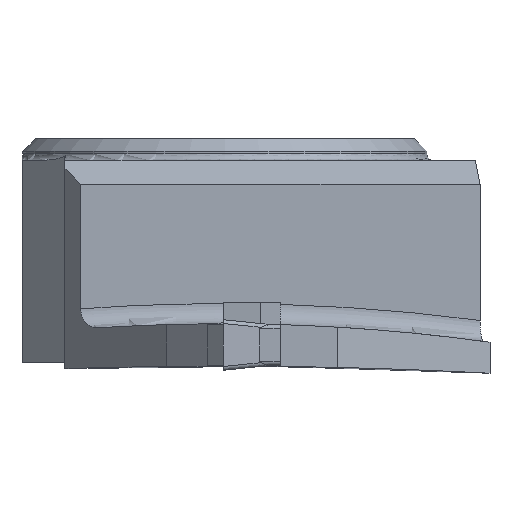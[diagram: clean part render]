
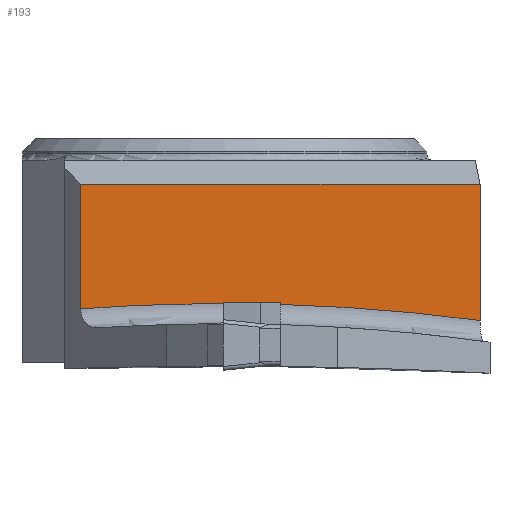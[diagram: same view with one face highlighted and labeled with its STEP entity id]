
A CAD part, left-side view. The second image highlights one B-rep face of the part: STEP entity #193.
In plain terms, the highlighted planar face has unit normal (-1, 0, 0).
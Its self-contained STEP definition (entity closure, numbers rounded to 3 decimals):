
#140=PLANE('',#1434);
#193=ADVANCED_FACE('CL_L_SU3',(#270),#140,.F.);
#270=FACE_OUTER_BOUND('',#335,.T.);
#335=EDGE_LOOP('',(#738,#739,#740,#741,#742,#743,#744,#745));
#406=LINE('',#1951,#521);
#418=LINE('',#2073,#533);
#419=LINE('',#2075,#534);
#420=LINE('',#2079,#535);
#421=LINE('',#2081,#536);
#422=LINE('',#2083,#537);
#521=VECTOR('',#1564,1.);
#533=VECTOR('',#1628,1.);
#534=VECTOR('',#1629,1.);
#535=VECTOR('',#1632,1.);
#536=VECTOR('',#1633,1.);
#537=VECTOR('',#1634,1.);
#634=CIRCLE('',#1432,155.275);
#635=CIRCLE('',#1433,155.275);
#738=ORIENTED_EDGE('',*,*,#1164,.T.);
#739=ORIENTED_EDGE('',*,*,#1200,.T.);
#740=ORIENTED_EDGE('',*,*,#1201,.F.);
#741=ORIENTED_EDGE('',*,*,#1202,.T.);
#742=ORIENTED_EDGE('',*,*,#1203,.F.);
#743=ORIENTED_EDGE('',*,*,#1204,.T.);
#744=ORIENTED_EDGE('',*,*,#1205,.F.);
#745=ORIENTED_EDGE('',*,*,#1206,.T.);
#1037=VERTEX_POINT('',#1950);
#1038=VERTEX_POINT('',#1952);
#1063=VERTEX_POINT('',#2074);
#1064=VERTEX_POINT('',#2076);
#1065=VERTEX_POINT('',#2078);
#1066=VERTEX_POINT('',#2080);
#1067=VERTEX_POINT('',#2082);
#1068=VERTEX_POINT('',#2084);
#1164=EDGE_CURVE('',#1038,#1037,#406,.T.);
#1200=EDGE_CURVE('',#1037,#1063,#418,.T.);
#1201=EDGE_CURVE('',#1064,#1063,#419,.T.);
#1202=EDGE_CURVE('',#1064,#1065,#634,.T.);
#1203=EDGE_CURVE('',#1066,#1065,#420,.T.);
#1204=EDGE_CURVE('',#1066,#1067,#421,.T.);
#1205=EDGE_CURVE('',#1068,#1067,#422,.T.);
#1206=EDGE_CURVE('',#1068,#1038,#635,.T.);
#1432=AXIS2_PLACEMENT_3D('',#2077,#1630,#1631);
#1433=AXIS2_PLACEMENT_3D('',#2085,#1635,#1636);
#1434=AXIS2_PLACEMENT_3D('',#2086,#1637,#1638);
#1564=DIRECTION('',(0.,0.,1.));
#1628=DIRECTION('',(0.,1.,0.));
#1629=DIRECTION('',(0.,0.,1.));
#1630=DIRECTION('',(1.,0.,0.));
#1631=DIRECTION('',(0.,-1.,0.));
#1632=DIRECTION('',(0.,0.,-1.));
#1633=DIRECTION('',(0.,-1.,0.));
#1634=DIRECTION('',(0.,0.,1.));
#1635=DIRECTION('',(1.,0.,0.));
#1636=DIRECTION('',(0.,-1.,0.));
#1637=DIRECTION('',(1.,0.,0.));
#1638=DIRECTION('',(0.,-1.,0.));
#1950=CARTESIAN_POINT('',(-21.5,-20.22,-3.282));
#1951=CARTESIAN_POINT('',(-21.5,-20.22,-50.));
#1952=CARTESIAN_POINT('',(-21.5,-20.22,-14.06));
#2073=CARTESIAN_POINT('',(-21.5,0.1,-3.282));
#2074=CARTESIAN_POINT('',(-21.5,11.397,-3.282));
#2075=CARTESIAN_POINT('',(-21.5,11.397,-110.924));
#2076=CARTESIAN_POINT('',(-21.5,11.397,-13.136));
#2077=CARTESIAN_POINT('',(-21.5,0.1,-168.));
#2078=CARTESIAN_POINT('',(-21.5,0.1,-12.725));
#2079=CARTESIAN_POINT('',(-21.5,0.1,-16.));
#2080=CARTESIAN_POINT('',(-21.5,0.1,-12.6));
#2081=CARTESIAN_POINT('',(-21.5,0.,-12.6));
#2082=CARTESIAN_POINT('',(-21.5,-4.395,-12.6));
#2083=CARTESIAN_POINT('',(-21.5,-4.395,-14.518));
#2084=CARTESIAN_POINT('',(-21.5,-4.395,-12.79));
#2085=CARTESIAN_POINT('',(-21.5,0.1,-168.));
#2086=CARTESIAN_POINT('',(-21.5,0.1,-110.924));
